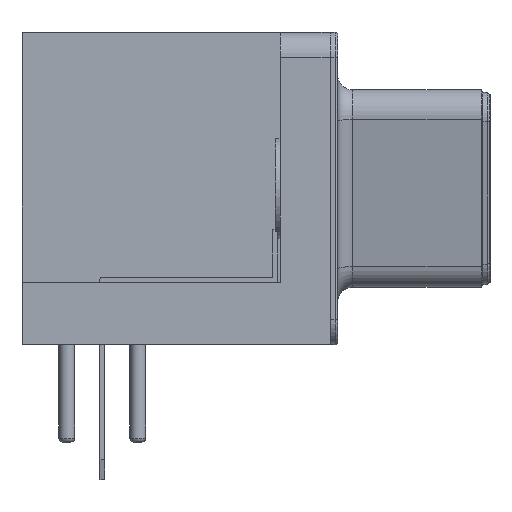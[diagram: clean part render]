
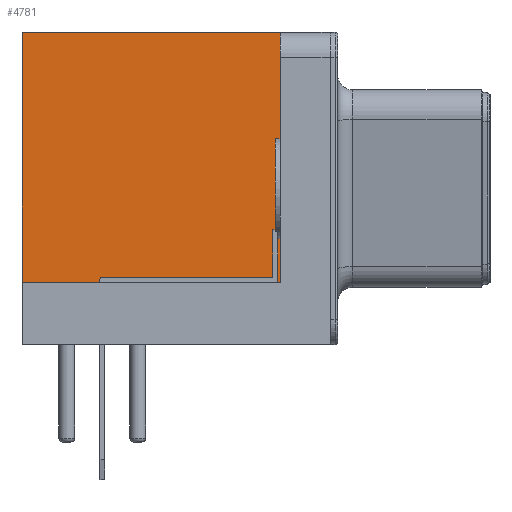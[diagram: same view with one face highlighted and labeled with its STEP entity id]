
A CAD part, left-side view. The second image highlights one B-rep face of the part: STEP entity #4781.
In plain terms, the highlighted planar face has unit normal (-1, 0, 0).
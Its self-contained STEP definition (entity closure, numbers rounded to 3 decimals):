
#3811 = VERTEX_POINT('',#3812);
#3812 = CARTESIAN_POINT('',(-23.795,1.8,12.5));
#3818 = EDGE_CURVE('',#3819,#3811,#3821,.T.);
#3819 = VERTEX_POINT('',#3820);
#3820 = CARTESIAN_POINT('',(-23.795,-8.54,12.5));
#3821 = LINE('',#3822,#3823);
#3822 = CARTESIAN_POINT('',(-23.795,-9.54,12.5));
#3823 = VECTOR('',#3824,1.);
#3824 = DIRECTION('',(0.,1.,0.));
#3974 = EDGE_CURVE('',#3975,#3811,#3977,.T.);
#3975 = VERTEX_POINT('',#3976);
#3976 = CARTESIAN_POINT('',(-23.795,1.8,2.5));
#3977 = LINE('',#3978,#3979);
#3978 = CARTESIAN_POINT('',(-23.795,1.8,4.375));
#3979 = VECTOR('',#3980,1.);
#3980 = DIRECTION('',(0.,0.,1.));
#4611 = VERTEX_POINT('',#4612);
#4612 = CARTESIAN_POINT('',(-23.795,-8.54,2.5));
#4618 = EDGE_CURVE('',#4611,#3819,#4619,.T.);
#4619 = LINE('',#4620,#4621);
#4620 = CARTESIAN_POINT('',(-23.795,-8.54,2.5));
#4621 = VECTOR('',#4622,1.);
#4622 = DIRECTION('',(0.,0.,1.));
#4648 = EDGE_CURVE('',#4611,#3975,#4649,.T.);
#4649 = LINE('',#4650,#4651);
#4650 = CARTESIAN_POINT('',(-23.795,-8.54,2.5));
#4651 = VECTOR('',#4652,1.);
#4652 = DIRECTION('',(0.,1.,0.));
#4781 = ADVANCED_FACE('',(#4782),#4788,.F.);
#4782 = FACE_BOUND('',#4783,.F.);
#4783 = EDGE_LOOP('',(#4784,#4785,#4786,#4787));
#4784 = ORIENTED_EDGE('',*,*,#4618,.F.);
#4785 = ORIENTED_EDGE('',*,*,#4648,.T.);
#4786 = ORIENTED_EDGE('',*,*,#3974,.T.);
#4787 = ORIENTED_EDGE('',*,*,#3818,.F.);
#4788 = PLANE('',#4789);
#4789 = AXIS2_PLACEMENT_3D('',#4790,#4791,#4792);
#4790 = CARTESIAN_POINT('',(-23.795,-8.54,2.5));
#4791 = DIRECTION('',(1.,0.,0.));
#4792 = DIRECTION('',(0.,0.,1.));
